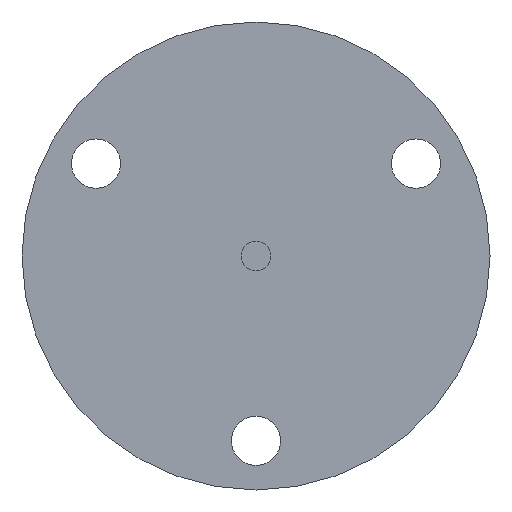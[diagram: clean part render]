
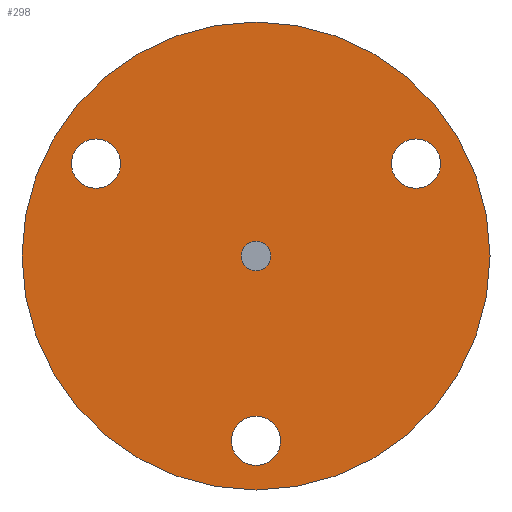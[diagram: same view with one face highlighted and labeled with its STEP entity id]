
A CAD part, front view. The second image highlights one B-rep face of the part: STEP entity #298.
In plain terms, the highlighted planar face has unit normal (0, -1, 0).
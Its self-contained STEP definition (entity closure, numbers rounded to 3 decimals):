
#298=ADVANCED_FACE('',(#496,#498,#500,#502,#504),#506,.F.);
#496=FACE_BOUND('',#497,.T.);
#497=EDGE_LOOP('',(#702));
#498=FACE_BOUND('',#499,.T.);
#499=EDGE_LOOP('',(#703));
#500=FACE_BOUND('',#501,.T.);
#501=EDGE_LOOP('',(#704));
#502=FACE_BOUND('',#503,.T.);
#503=EDGE_LOOP('',(#705));
#504=FACE_BOUND('',#505,.T.);
#505=EDGE_LOOP('',(#706));
#506=PLANE('',#507);
#507=AXIS2_PLACEMENT_3D('',#508,#509,#510);
#508=CARTESIAN_POINT('',(0.,0.,0.));
#509=DIRECTION('',(-0.,1.,0.));
#510=DIRECTION('',(1.,0.,0.));
#702=ORIENTED_EDGE('',*,*,#754,.F.);
#703=ORIENTED_EDGE('',*,*,#755,.T.);
#704=ORIENTED_EDGE('',*,*,#756,.T.);
#705=ORIENTED_EDGE('',*,*,#757,.T.);
#706=ORIENTED_EDGE('',*,*,#758,.T.);
#754=EDGE_CURVE('',#780,#780,#781,.T.);
#755=EDGE_CURVE('',#782,#782,#783,.T.);
#756=EDGE_CURVE('',#784,#784,#785,.T.);
#757=EDGE_CURVE('',#786,#786,#787,.T.);
#758=EDGE_CURVE('',#788,#788,#789,.T.);
#780=VERTEX_POINT('',#832);
#781=CIRCLE('',#833,47.5);
#782=VERTEX_POINT('',#837);
#783=CIRCLE('',#838,5.);
#784=VERTEX_POINT('',#842);
#785=CIRCLE('',#843,5.);
#786=VERTEX_POINT('',#847);
#787=CIRCLE('',#848,5.);
#788=VERTEX_POINT('',#852);
#789=CIRCLE('',#853,3.);
#832=CARTESIAN_POINT('',(47.5,0.,0.));
#833=AXIS2_PLACEMENT_3D('',#834,#835,#836);
#834=CARTESIAN_POINT('',(0.,0.,0.));
#835=DIRECTION('',(-0.,1.,0.));
#836=DIRECTION('',(1.,0.,0.));
#837=CARTESIAN_POINT('',(5.,0.,-37.5));
#838=AXIS2_PLACEMENT_3D('',#839,#840,#841);
#839=CARTESIAN_POINT('',(0.,0.,-37.5));
#840=DIRECTION('',(-0.,1.,0.));
#841=DIRECTION('',(1.,0.,0.));
#842=CARTESIAN_POINT('',(-34.976,0.,14.42));
#843=AXIS2_PLACEMENT_3D('',#844,#845,#846);
#844=CARTESIAN_POINT('',(-32.476,0.,18.75));
#845=DIRECTION('',(-0.,1.,0.));
#846=DIRECTION('',(-0.5,0.,-0.866));
#847=CARTESIAN_POINT('',(29.976,0.,23.08));
#848=AXIS2_PLACEMENT_3D('',#849,#850,#851);
#849=CARTESIAN_POINT('',(32.476,0.,18.75));
#850=DIRECTION('',(-0.,1.,0.));
#851=DIRECTION('',(-0.5,-0.,0.866));
#852=CARTESIAN_POINT('',(3.,0.,0.));
#853=AXIS2_PLACEMENT_3D('',#854,#855,#856);
#854=CARTESIAN_POINT('',(0.,0.,0.));
#855=DIRECTION('',(-0.,1.,0.));
#856=DIRECTION('',(1.,0.,0.));
